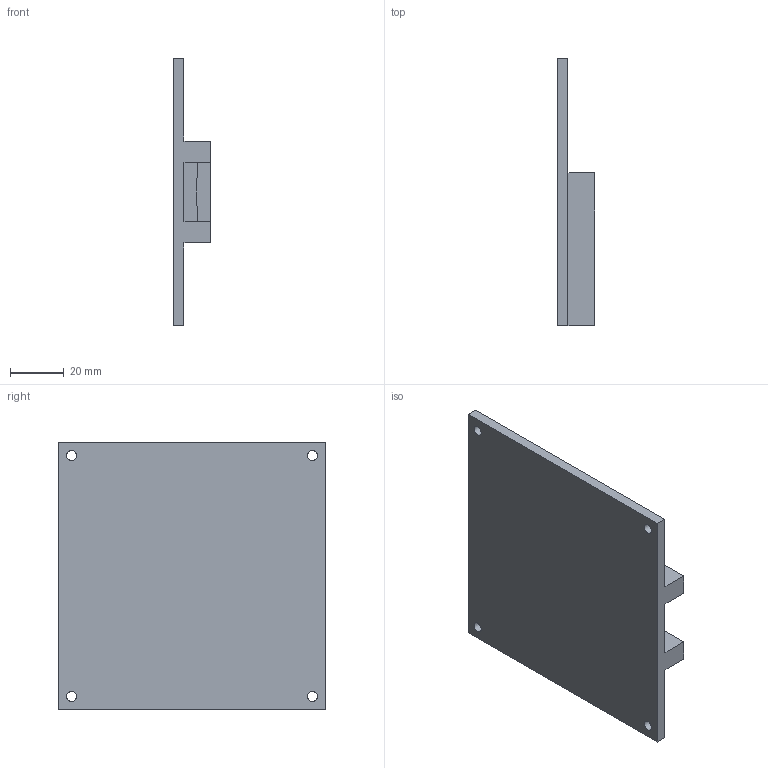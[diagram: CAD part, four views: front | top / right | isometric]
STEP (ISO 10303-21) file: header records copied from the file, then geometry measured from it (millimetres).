
FILE_DESCRIPTION(/* description */ (''),/* implementation_level */ '2;1');
FILE_NAME(/* name */ 'Checkerboard Mount.step',/* time_stamp */ '2026-02-17T10:58:32-08:00',/* author */ (''),/* organization */ (''),/* preprocessor_version */ 'ST-DEVELOPER v20.1',/* originating_system */ 'Autodesk Translation Framework v14.24.0.0',/* authorisation */ '');
FILE_SCHEMA (('AUTOMOTIVE_DESIGN { 1 0 10303 214 3 1 1 }'));
Length unit declared in the file: millimetre
Products named in the file (2): Checkerboard Mount; Checkerboard Mount_1
Assembly tree (1 placements, depth 2):
  Checkerboard Mount
    Checkerboard Mount_1
Bounding box: 14 x 100 x 100 mm (x, y, z)
Volume: 53196.7 mm3; surface area: 25496.3 mm2
Topology: 1 solids, 1 shells, 21 faces, 57 edges, 38 vertices
Faces by surface type: plane 17, cylinder 4
Full cylindrical faces by diameter (mm): 3.75 x4
Entity records: 728 total; most frequent: CARTESIAN_POINT 119, ORIENTED_EDGE 114, DIRECTION 113, EDGE_CURVE 57, LINE 49, VECTOR 49, VERTEX_POINT 38, AXIS2_PLACEMENT_3D 32
